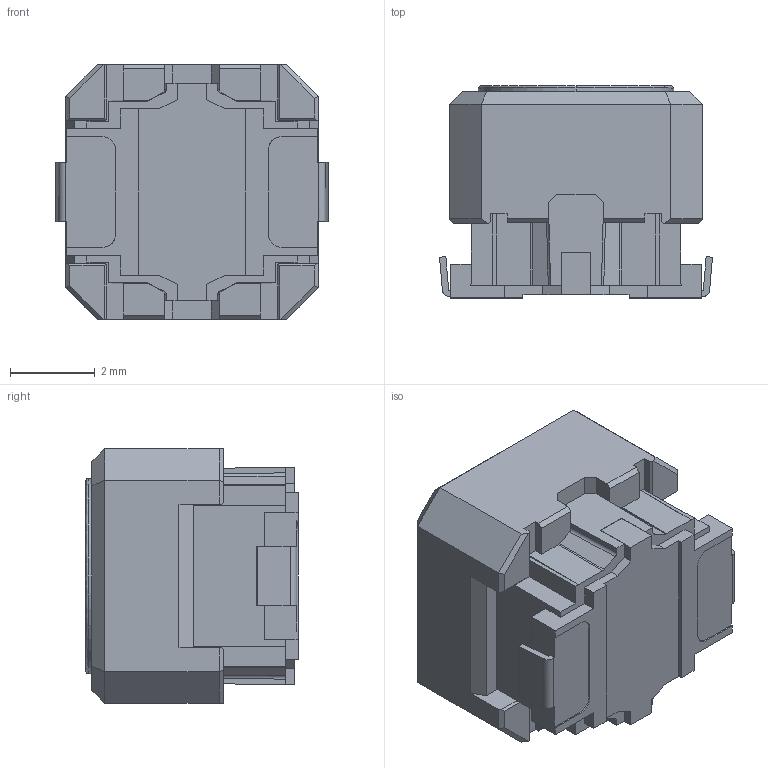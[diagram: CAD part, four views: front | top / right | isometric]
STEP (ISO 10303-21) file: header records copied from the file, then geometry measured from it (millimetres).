
FILE_DESCRIPTION(('FreeCAD Model'),'2;1');
FILE_NAME('Open CASCADE Shape Model','2023-06-13T09:56:33',('Author'),( ''),'Open CASCADE STEP processor 7.6','FreeCAD','Unknown');
FILE_SCHEMA(('AUTOMOTIVE_DESIGN { 1 0 10303 214 1 1 1 1 }'));
Length unit declared in the file: millimetre
Products named in the file (1): Shell
Bounding box: 6.43 x 5 x 6 mm (x, y, z)
Surface area: 188.4 mm2 (no closed solid volume)
Topology: 0 solids, 1 shells, 193 faces, 552 edges, 362 vertices
Faces by surface type: plane 169, cylinder 22, bspline 2
Entity records: 15160 total; most frequent: CARTESIAN_POINT 4480, DIRECTION 1828, LINE 1428, VECTOR 1428, ORIENTED_EDGE 1104, PCURVE 1104, DEFINITIONAL_REPRESENTATION 1104, EDGE_CURVE 552
